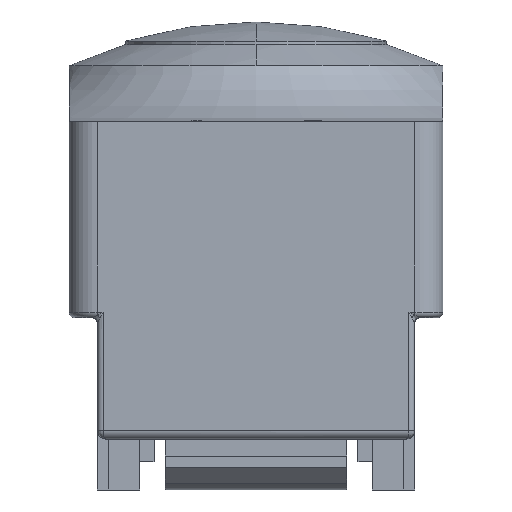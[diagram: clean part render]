
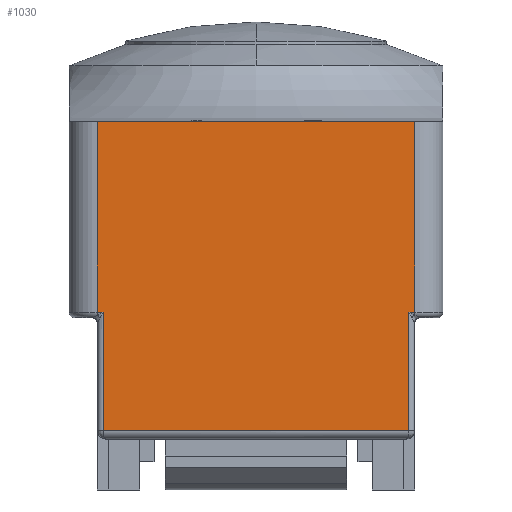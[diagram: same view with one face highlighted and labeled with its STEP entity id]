
A CAD part, front view. The second image highlights one B-rep face of the part: STEP entity #1030.
In plain terms, the highlighted planar face has unit normal (0, -1, 0).
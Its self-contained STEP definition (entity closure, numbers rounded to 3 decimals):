
#310=PLANE('',#3078);
#535=LINE('',#4858,#758);
#536=LINE('',#4862,#759);
#545=LINE('',#4989,#768);
#546=LINE('',#4993,#769);
#550=LINE('',#5002,#773);
#602=LINE('',#5291,#825);
#606=LINE('',#5342,#829);
#608=LINE('',#5345,#831);
#758=VECTOR('',#3385,1.);
#759=VECTOR('',#3390,1.);
#768=VECTOR('',#3435,1.);
#769=VECTOR('',#3440,1.);
#773=VECTOR('',#3450,1.);
#825=VECTOR('',#3578,1.);
#829=VECTOR('',#3590,1.);
#831=VECTOR('',#3594,1.);
#1030=ADVANCED_FACE('NONE',(#1197),#310,.F.);
#1197=FACE_OUTER_BOUND('',#1361,.T.);
#1361=EDGE_LOOP('',(#2012,#2013,#2014,#2015,#2016,#2017,#2018,#2019));
#2012=ORIENTED_EDGE('',*,*,#2640,.T.);
#2013=ORIENTED_EDGE('',*,*,#2617,.T.);
#2014=ORIENTED_EDGE('',*,*,#2725,.T.);
#2015=ORIENTED_EDGE('',*,*,#2718,.T.);
#2016=ORIENTED_EDGE('',*,*,#2727,.T.);
#2017=ORIENTED_EDGE('',*,*,#2615,.T.);
#2018=ORIENTED_EDGE('',*,*,#2642,.T.);
#2019=ORIENTED_EDGE('',*,*,#2647,.F.);
#2281=VERTEX_POINT('',#4652);
#2284=VERTEX_POINT('',#4673);
#2301=VERTEX_POINT('',#4854);
#2302=VERTEX_POINT('',#4861);
#2318=VERTEX_POINT('',#4990);
#2319=VERTEX_POINT('',#4994);
#2365=VERTEX_POINT('',#5249);
#2367=VERTEX_POINT('',#5290);
#2615=EDGE_CURVE('NONE',#2284,#2301,#535,.T.);
#2617=EDGE_CURVE('NONE',#2302,#2281,#536,.T.);
#2640=EDGE_CURVE('NONE',#2318,#2302,#545,.T.);
#2642=EDGE_CURVE('NONE',#2301,#2319,#546,.T.);
#2647=EDGE_CURVE('NONE',#2318,#2319,#550,.T.);
#2718=EDGE_CURVE('NONE',#2365,#2367,#602,.T.);
#2725=EDGE_CURVE('NONE',#2281,#2365,#606,.T.);
#2727=EDGE_CURVE('NONE',#2367,#2284,#608,.T.);
#3078=AXIS2_PLACEMENT_3D('',#5448,#3683,#3684);
#3385=DIRECTION('',(1.,0.,0.));
#3390=DIRECTION('',(1.,0.,0.));
#3435=DIRECTION('',(0.,0.,-1.));
#3440=DIRECTION('',(0.,0.,1.));
#3450=DIRECTION('',(1.,0.,0.));
#3578=DIRECTION('',(1.,0.,0.));
#3590=DIRECTION('',(0.,0.,-1.));
#3594=DIRECTION('',(0.,0.,1.));
#3683=DIRECTION('',(0.,1.,0.));
#3684=DIRECTION('',(0.,0.,1.));
#4652=CARTESIAN_POINT('',(3.,0.,15.7));
#4673=CARTESIAN_POINT('',(30.,0.,15.7));
#4854=CARTESIAN_POINT('',(30.5,0.,15.7));
#4858=CARTESIAN_POINT('',(30.5,0.,15.7));
#4861=CARTESIAN_POINT('',(2.5,0.,15.7));
#4862=CARTESIAN_POINT('',(3.,0.,15.7));
#4989=CARTESIAN_POINT('',(2.5,0.,15.2));
#4990=CARTESIAN_POINT('',(2.5,0.,32.5));
#4993=CARTESIAN_POINT('',(30.5,0.,15.2));
#4994=CARTESIAN_POINT('',(30.5,0.,32.5));
#5002=CARTESIAN_POINT('',(0.,0.,32.5));
#5249=CARTESIAN_POINT('',(3.,0.,5.25));
#5290=CARTESIAN_POINT('',(30.,0.,5.25));
#5291=CARTESIAN_POINT('',(2.5,0.,5.25));
#5342=CARTESIAN_POINT('',(3.,0.,15.2));
#5345=CARTESIAN_POINT('',(30.,0.,15.2));
#5448=CARTESIAN_POINT('',(2.5,0.,15.2));
